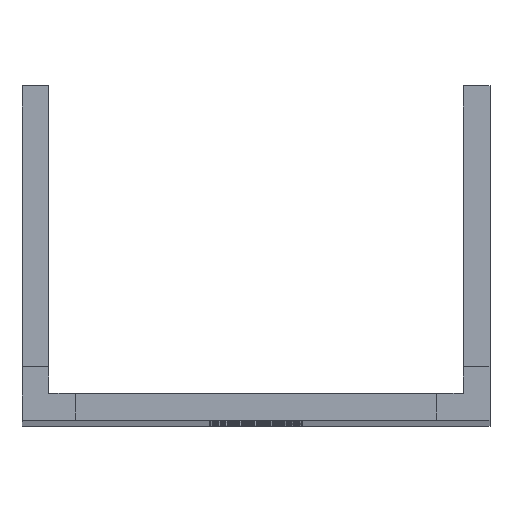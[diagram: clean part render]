
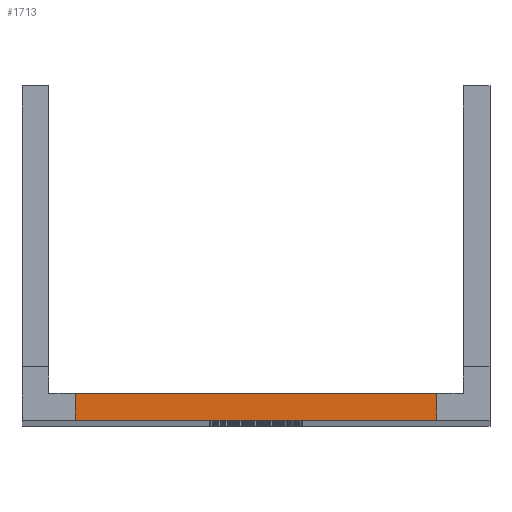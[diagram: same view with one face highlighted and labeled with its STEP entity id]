
A CAD part, top view. The second image highlights one B-rep face of the part: STEP entity #1713.
In plain terms, the highlighted planar face has unit normal (0, 0, 1).
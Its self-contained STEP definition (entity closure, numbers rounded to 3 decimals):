
#24 = CARTESIAN_POINT ( 'NONE',  ( 31., 8., 500. ) ) ;
#52 = DIRECTION ( 'NONE',  ( 0., 0., 1. ) ) ;
#435 = VERTEX_POINT ( 'NONE', #1250 ) ;
#487 = VERTEX_POINT ( 'NONE', #2229 ) ;
#498 = EDGE_CURVE ( 'NONE', #1915, #487, #898, .T. ) ;
#528 = PLANE ( 'NONE',  #2949 ) ;
#612 = VECTOR ( 'NONE', #5225, 1000. ) ;
#622 = CARTESIAN_POINT ( 'NONE',  ( -27., 4., 500. ) ) ;
#849 = DIRECTION ( 'NONE',  ( 1., 0., 0. ) ) ;
#898 = LINE ( 'NONE', #3572, #5566 ) ;
#1133 = ORIENTED_EDGE ( 'NONE', *, *, #2121, .T. ) ;
#1184 = LINE ( 'NONE', #2312, #4418 ) ;
#1250 = CARTESIAN_POINT ( 'NONE',  ( -27., 0., 500. ) ) ;
#1342 = ORIENTED_EDGE ( 'NONE', *, *, #3756, .T. ) ;
#1713 = ADVANCED_FACE ( 'NONE', ( #5292 ), #528, .T. ) ;
#1830 = DIRECTION ( 'NONE',  ( 1., 0., 0. ) ) ;
#1915 = VERTEX_POINT ( 'NONE', #622 ) ;
#2068 = EDGE_LOOP ( 'NONE', ( #4663, #1342, #2108, #1133 ) ) ;
#2108 = ORIENTED_EDGE ( 'NONE', *, *, #498, .F. ) ;
#2112 = CARTESIAN_POINT ( 'NONE',  ( 27., 0., 500. ) ) ;
#2121 = EDGE_CURVE ( 'NONE', #1915, #435, #1184, .T. ) ;
#2137 = LINE ( 'NONE', #2112, #612 ) ;
#2207 = VECTOR ( 'NONE', #849, 1000. ) ;
#2229 = CARTESIAN_POINT ( 'NONE',  ( 27., 4., 500. ) ) ;
#2312 = CARTESIAN_POINT ( 'NONE',  ( -27., 4., 500. ) ) ;
#2337 = DIRECTION ( 'NONE',  ( 0., -1., 0. ) ) ;
#2410 = CARTESIAN_POINT ( 'NONE',  ( 27., 0., 500. ) ) ;
#2574 = LINE ( 'NONE', #4477, #2207 ) ;
#2949 = AXIS2_PLACEMENT_3D ( 'NONE', #24, #52, #1830 ) ;
#3069 = DIRECTION ( 'NONE',  ( 1., 0., 0. ) ) ;
#3572 = CARTESIAN_POINT ( 'NONE',  ( -35., 4., 500. ) ) ;
#3756 = EDGE_CURVE ( 'NONE', #4607, #487, #2137, .T. ) ;
#4059 = EDGE_CURVE ( 'NONE', #435, #4607, #2574, .T. ) ;
#4418 = VECTOR ( 'NONE', #2337, 1000. ) ;
#4477 = CARTESIAN_POINT ( 'NONE',  ( -35., 0., 500. ) ) ;
#4607 = VERTEX_POINT ( 'NONE', #2410 ) ;
#4663 = ORIENTED_EDGE ( 'NONE', *, *, #4059, .T. ) ;
#5225 = DIRECTION ( 'NONE',  ( 0., 1., 0. ) ) ;
#5292 = FACE_OUTER_BOUND ( 'NONE', #2068, .T. ) ;
#5566 = VECTOR ( 'NONE', #3069, 1000. ) ;
